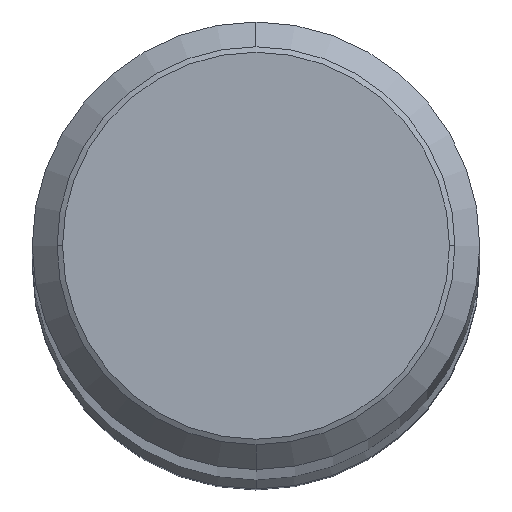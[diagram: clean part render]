
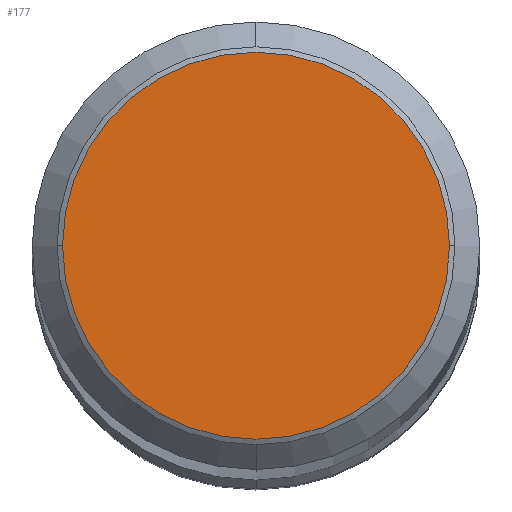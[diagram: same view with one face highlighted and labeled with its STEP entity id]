
A CAD part, top view. The second image highlights one B-rep face of the part: STEP entity #177.
In plain terms, the highlighted planar face has unit normal (0, 0, 1).
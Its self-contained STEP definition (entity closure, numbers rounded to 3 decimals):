
#177=ADVANCED_FACE('',(#376),#377,.T.);
#185=EDGE_CURVE('',#205,#225,#385,.T.);
#189=EDGE_CURVE('',#225,#205,#389,.T.);
#205=VERTEX_POINT('',#409);
#225=VERTEX_POINT('',#430);
#376=FACE_OUTER_BOUND('',#595,.T.);
#377=PLANE('',#596);
#385=CIRCLE('',#608,10.376);
#389=CIRCLE('',#614,10.376);
#409=CARTESIAN_POINT('',(10.376,0.,596.5));
#430=CARTESIAN_POINT('',(-10.376,0.,596.5));
#595=EDGE_LOOP('',(#862,#863));
#596=AXIS2_PLACEMENT_3D('',#864,#865,#866);
#608=AXIS2_PLACEMENT_3D('',#871,#872,#873);
#614=AXIS2_PLACEMENT_3D('',#877,#878,#879);
#862=ORIENTED_EDGE('',*,*,#189,.T.);
#863=ORIENTED_EDGE('',*,*,#185,.T.);
#864=CARTESIAN_POINT('',(0.,-5.25,596.5));
#865=DIRECTION('',(0.0,0.0,1.0));
#866=DIRECTION('',(0.,-1.0,0.0));
#871=CARTESIAN_POINT('',(0.,0.0,596.5));
#872=DIRECTION('',(0.0,0.0,1.0));
#873=DIRECTION('',(-1.0,0.,0.0));
#877=CARTESIAN_POINT('',(0.,0.0,596.5));
#878=DIRECTION('',(0.0,0.0,1.0));
#879=DIRECTION('',(-1.0,0.,0.0));
